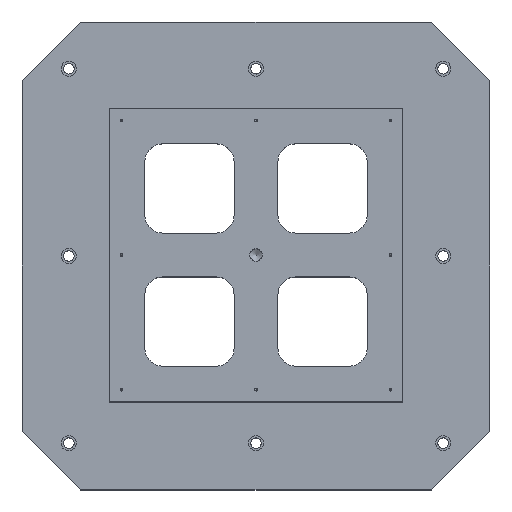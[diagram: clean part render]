
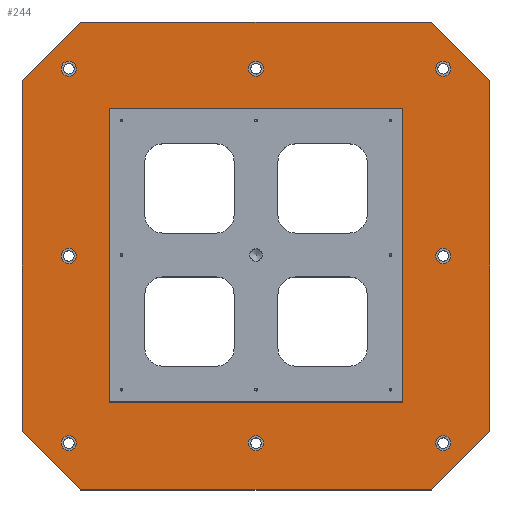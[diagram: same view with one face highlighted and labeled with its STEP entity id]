
A CAD part, top view. The second image highlights one B-rep face of the part: STEP entity #244.
In plain terms, the highlighted planar face has unit normal (0, 0, 1).
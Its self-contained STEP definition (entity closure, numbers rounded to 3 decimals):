
#244 = ADVANCED_FACE( '', ( #859, #860, #861, #862, #863, #864, #865, #866, #867, #868 ), #869, .F. );
#859 = FACE_BOUND( '', #1826, .T. );
#860 = FACE_BOUND( '', #1827, .T. );
#861 = FACE_BOUND( '', #1828, .T. );
#862 = FACE_BOUND( '', #1829, .T. );
#863 = FACE_BOUND( '', #1830, .T. );
#864 = FACE_BOUND( '', #1831, .T. );
#865 = FACE_BOUND( '', #1832, .T. );
#866 = FACE_BOUND( '', #1833, .T. );
#867 = FACE_OUTER_BOUND( '', #1834, .T. );
#868 = FACE_BOUND( '', #1835, .T. );
#869 = PLANE( '', #1836 );
#1826 = EDGE_LOOP( '', ( #3806 ) );
#1827 = EDGE_LOOP( '', ( #3807 ) );
#1828 = EDGE_LOOP( '', ( #3808 ) );
#1829 = EDGE_LOOP( '', ( #3809 ) );
#1830 = EDGE_LOOP( '', ( #3810 ) );
#1831 = EDGE_LOOP( '', ( #3811 ) );
#1832 = EDGE_LOOP( '', ( #3812 ) );
#1833 = EDGE_LOOP( '', ( #3813 ) );
#1834 = EDGE_LOOP( '', ( #3814, #3815, #3816, #3817, #3818, #3819, #3820, #3821 ) );
#1835 = EDGE_LOOP( '', ( #3822, #3823, #3824, #3825 ) );
#1836 = AXIS2_PLACEMENT_3D( '', #3826, #3827, #3828 );
#3806 = ORIENTED_EDGE( '', *, *, #6530, .T. );
#3807 = ORIENTED_EDGE( '', *, *, #6531, .T. );
#3808 = ORIENTED_EDGE( '', *, *, #6532, .T. );
#3809 = ORIENTED_EDGE( '', *, *, #6533, .T. );
#3810 = ORIENTED_EDGE( '', *, *, #6534, .T. );
#3811 = ORIENTED_EDGE( '', *, *, #6535, .T. );
#3812 = ORIENTED_EDGE( '', *, *, #6536, .T. );
#3813 = ORIENTED_EDGE( '', *, *, #6537, .T. );
#3814 = ORIENTED_EDGE( '', *, *, #6529, .T. );
#3815 = ORIENTED_EDGE( '', *, *, #6442, .T. );
#3816 = ORIENTED_EDGE( '', *, *, #6538, .T. );
#3817 = ORIENTED_EDGE( '', *, *, #6014, .T. );
#3818 = ORIENTED_EDGE( '', *, *, #6539, .T. );
#3819 = ORIENTED_EDGE( '', *, *, #6451, .T. );
#3820 = ORIENTED_EDGE( '', *, *, #6540, .T. );
#3821 = ORIENTED_EDGE( '', *, *, #6447, .T. );
#3822 = ORIENTED_EDGE( '', *, *, #6541, .F. );
#3823 = ORIENTED_EDGE( '', *, *, #6542, .F. );
#3824 = ORIENTED_EDGE( '', *, *, #6543, .F. );
#3825 = ORIENTED_EDGE( '', *, *, #6544, .F. );
#3826 = CARTESIAN_POINT( '', ( -400., 400., 50. ) );
#3827 = DIRECTION( '', ( 0., 0., -1. ) );
#3828 = DIRECTION( '', ( -1., 0., 0. ) );
#6014 = EDGE_CURVE( '', #7106, #7107, #7108, .F. );
#6442 = EDGE_CURVE( '', #7848, #7849, #7850, .F. );
#6447 = EDGE_CURVE( '', #7857, #7858, #7859, .F. );
#6451 = EDGE_CURVE( '', #7865, #7866, #7867, .F. );
#6529 = EDGE_CURVE( '', #7858, #7848, #7984, .T. );
#6530 = EDGE_CURVE( '', #7985, #7985, #7986, .T. );
#6531 = EDGE_CURVE( '', #7987, #7987, #7988, .T. );
#6532 = EDGE_CURVE( '', #7989, #7989, #7990, .T. );
#6533 = EDGE_CURVE( '', #7991, #7991, #7992, .T. );
#6534 = EDGE_CURVE( '', #7993, #7993, #7994, .T. );
#6535 = EDGE_CURVE( '', #7995, #7995, #7996, .T. );
#6536 = EDGE_CURVE( '', #7997, #7997, #7998, .T. );
#6537 = EDGE_CURVE( '', #7999, #7999, #8000, .T. );
#6538 = EDGE_CURVE( '', #7849, #7106, #8001, .T. );
#6539 = EDGE_CURVE( '', #7107, #7865, #8002, .T. );
#6540 = EDGE_CURVE( '', #7866, #7857, #8003, .T. );
#6541 = EDGE_CURVE( '', #8004, #8005, #8006, .T. );
#6542 = EDGE_CURVE( '', #8007, #8004, #8008, .T. );
#6543 = EDGE_CURVE( '', #8009, #8007, #8010, .T. );
#6544 = EDGE_CURVE( '', #8005, #8009, #8011, .T. );
#7106 = VERTEX_POINT( '', #8850 );
#7107 = VERTEX_POINT( '', #8851 );
#7108 = LINE( '', #8852, #8853 );
#7848 = VERTEX_POINT( '', #11823 );
#7849 = VERTEX_POINT( '', #11824 );
#7850 = LINE( '', #11825, #11826 );
#7857 = VERTEX_POINT( '', #11837 );
#7858 = VERTEX_POINT( '', #11838 );
#7859 = LINE( '', #11839, #11840 );
#7865 = VERTEX_POINT( '', #11849 );
#7866 = VERTEX_POINT( '', #11850 );
#7867 = LINE( '', #11851, #11852 );
#7984 = LINE( '', #12174, #12175 );
#7985 = VERTEX_POINT( '', #12176 );
#7986 = CIRCLE( '', #12177, 13. );
#7987 = VERTEX_POINT( '', #12178 );
#7988 = CIRCLE( '', #12179, 13. );
#7989 = VERTEX_POINT( '', #12180 );
#7990 = CIRCLE( '', #12181, 13. );
#7991 = VERTEX_POINT( '', #12182 );
#7992 = CIRCLE( '', #12183, 13. );
#7993 = VERTEX_POINT( '', #12184 );
#7994 = CIRCLE( '', #12185, 13. );
#7995 = VERTEX_POINT( '', #12186 );
#7996 = CIRCLE( '', #12187, 13. );
#7997 = VERTEX_POINT( '', #12188 );
#7998 = CIRCLE( '', #12189, 13. );
#7999 = VERTEX_POINT( '', #12190 );
#8000 = CIRCLE( '', #12191, 13. );
#8001 = LINE( '', #12192, #12193 );
#8002 = LINE( '', #12194, #12195 );
#8003 = LINE( '', #12196, #12197 );
#8004 = VERTEX_POINT( '', #12198 );
#8005 = VERTEX_POINT( '', #12199 );
#8006 = LINE( '', #12200, #12201 );
#8007 = VERTEX_POINT( '', #12202 );
#8008 = LINE( '', #12203, #12204 );
#8009 = VERTEX_POINT( '', #12205 );
#8010 = LINE( '', #12206, #12207 );
#8011 = LINE( '', #12208, #12209 );
#8850 = CARTESIAN_POINT( '', ( -400., -300., 50. ) );
#8851 = CARTESIAN_POINT( '', ( -300., -400., 50. ) );
#8852 = CARTESIAN_POINT( '', ( -300., -400., 50. ) );
#8853 = VECTOR( '', #13494, 1000. );
#11823 = CARTESIAN_POINT( '', ( -300., 400., 50. ) );
#11824 = CARTESIAN_POINT( '', ( -400., 300., 50. ) );
#11825 = CARTESIAN_POINT( '', ( -400., 300., 50. ) );
#11826 = VECTOR( '', #14154, 1000. );
#11837 = CARTESIAN_POINT( '', ( 400., 300., 50. ) );
#11838 = CARTESIAN_POINT( '', ( 300., 400., 50. ) );
#11839 = CARTESIAN_POINT( '', ( 300., 400., 50. ) );
#11840 = VECTOR( '', #14159, 1000. );
#11849 = CARTESIAN_POINT( '', ( 300., -400., 50. ) );
#11850 = CARTESIAN_POINT( '', ( 400., -300., 50. ) );
#11851 = CARTESIAN_POINT( '', ( 400., -300., 50. ) );
#11852 = VECTOR( '', #14163, 1000. );
#12174 = CARTESIAN_POINT( '', ( 400., 400., 50. ) );
#12175 = VECTOR( '', #14319, 1000. );
#12176 = CARTESIAN_POINT( '', ( -320., -333., 50. ) );
#12177 = AXIS2_PLACEMENT_3D( '', #14320, #14321, #14322 );
#12178 = CARTESIAN_POINT( '', ( -320., 307., 50. ) );
#12179 = AXIS2_PLACEMENT_3D( '', #14323, #14324, #14325 );
#12180 = CARTESIAN_POINT( '', ( 0., -333., 50. ) );
#12181 = AXIS2_PLACEMENT_3D( '', #14326, #14327, #14328 );
#12182 = CARTESIAN_POINT( '', ( 320., -333., 50. ) );
#12183 = AXIS2_PLACEMENT_3D( '', #14329, #14330, #14331 );
#12184 = CARTESIAN_POINT( '', ( 320., -13., 50. ) );
#12185 = AXIS2_PLACEMENT_3D( '', #14332, #14333, #14334 );
#12186 = CARTESIAN_POINT( '', ( 320., 307., 50. ) );
#12187 = AXIS2_PLACEMENT_3D( '', #14335, #14336, #14337 );
#12188 = CARTESIAN_POINT( '', ( 0., 307., 50. ) );
#12189 = AXIS2_PLACEMENT_3D( '', #14338, #14339, #14340 );
#12190 = CARTESIAN_POINT( '', ( -320., -13., 50. ) );
#12191 = AXIS2_PLACEMENT_3D( '', #14341, #14342, #14343 );
#12192 = CARTESIAN_POINT( '', ( -400., 400., 50. ) );
#12193 = VECTOR( '', #14344, 1000. );
#12194 = CARTESIAN_POINT( '', ( -400., -400., 50. ) );
#12195 = VECTOR( '', #14345, 1000. );
#12196 = CARTESIAN_POINT( '', ( 400., -400., 50. ) );
#12197 = VECTOR( '', #14346, 1000. );
#12198 = CARTESIAN_POINT( '', ( -250., 250., 50. ) );
#12199 = CARTESIAN_POINT( '', ( -250., -250., 50. ) );
#12200 = CARTESIAN_POINT( '', ( -250., 400., 50. ) );
#12201 = VECTOR( '', #14347, 1000. );
#12202 = CARTESIAN_POINT( '', ( 250., 250., 50. ) );
#12203 = CARTESIAN_POINT( '', ( -400., 250., 50. ) );
#12204 = VECTOR( '', #14348, 1000. );
#12205 = CARTESIAN_POINT( '', ( 250., -250., 50. ) );
#12206 = CARTESIAN_POINT( '', ( 250., 400., 50. ) );
#12207 = VECTOR( '', #14349, 1000. );
#12208 = CARTESIAN_POINT( '', ( -400., -250., 50. ) );
#12209 = VECTOR( '', #14350, 1000. );
#13494 = DIRECTION( '', ( -0.707, 0.707, 0. ) );
#14154 = DIRECTION( '', ( 0.707, 0.707, 0. ) );
#14159 = DIRECTION( '', ( 0.707, -0.707, 0. ) );
#14163 = DIRECTION( '', ( -0.707, -0.707, 0. ) );
#14319 = DIRECTION( '', ( -1., 0., 0. ) );
#14320 = CARTESIAN_POINT( '', ( -320., -320., 50. ) );
#14321 = DIRECTION( '', ( 0., 0., -1. ) );
#14322 = DIRECTION( '', ( 0., -1., 0. ) );
#14323 = CARTESIAN_POINT( '', ( -320., 320., 50. ) );
#14324 = DIRECTION( '', ( 0., 0., -1. ) );
#14325 = DIRECTION( '', ( 0., -1., 0. ) );
#14326 = CARTESIAN_POINT( '', ( 0., -320., 50. ) );
#14327 = DIRECTION( '', ( 0., 0., -1. ) );
#14328 = DIRECTION( '', ( 0., -1., 0. ) );
#14329 = CARTESIAN_POINT( '', ( 320., -320., 50. ) );
#14330 = DIRECTION( '', ( 0., 0., -1. ) );
#14331 = DIRECTION( '', ( 0., -1., 0. ) );
#14332 = CARTESIAN_POINT( '', ( 320., 0., 50. ) );
#14333 = DIRECTION( '', ( 0., 0., -1. ) );
#14334 = DIRECTION( '', ( 0., -1., 0. ) );
#14335 = CARTESIAN_POINT( '', ( 320., 320., 50. ) );
#14336 = DIRECTION( '', ( 0., 0., -1. ) );
#14337 = DIRECTION( '', ( 0., -1., 0. ) );
#14338 = CARTESIAN_POINT( '', ( 0., 320., 50. ) );
#14339 = DIRECTION( '', ( 0., 0., -1. ) );
#14340 = DIRECTION( '', ( 0., -1., 0. ) );
#14341 = CARTESIAN_POINT( '', ( -320., 0., 50. ) );
#14342 = DIRECTION( '', ( 0., 0., -1. ) );
#14343 = DIRECTION( '', ( 0., -1., 0. ) );
#14344 = DIRECTION( '', ( 0., -1., 0. ) );
#14345 = DIRECTION( '', ( 1., 0., 0. ) );
#14346 = DIRECTION( '', ( 0., 1., 0. ) );
#14347 = DIRECTION( '', ( 0., -1., 0. ) );
#14348 = DIRECTION( '', ( -1., 0., 0. ) );
#14349 = DIRECTION( '', ( 0., 1., 0. ) );
#14350 = DIRECTION( '', ( 1., 0., 0. ) );
